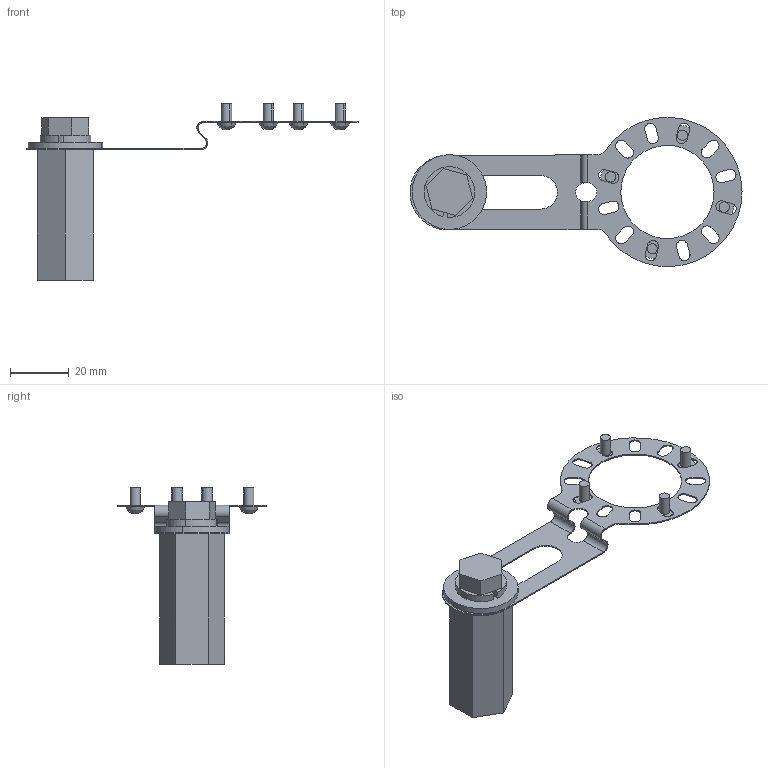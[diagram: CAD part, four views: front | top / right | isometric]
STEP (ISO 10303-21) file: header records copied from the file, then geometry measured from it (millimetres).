
FILE_DESCRIPTION (( 'STEP AP214' ), '1' );
FILE_NAME ('FB2C.STEP', '2020-03-31T15:12:14', ( 'USER' ), ( '' ), 'SwSTEP 2.0', 'SolidWorks 2019', '' );
FILE_SCHEMA (( 'AUTOMOTIVE_DESIGN' ));
Length unit declared in the file: inch
Products named in the file (1): FB2C
Bounding box: 113.03 x 50.76 x 60.06 mm (x, y, z)
Surface area: 11459.8 mm2 (no closed solid volume)
Topology: 0 solids, 9 shells, 157 faces, 421 edges, 280 vertices
Faces by surface type: plane 77, cylinder 72, bspline 8
Entity records: 7950 total; most frequent: CARTESIAN_POINT 1819, DIRECTION 880, ORIENTED_EDGE 812, EDGE_CURVE 421, AXIS2_PLACEMENT_3D 325, VERTEX_POINT 280, LINE 230, VECTOR 230
